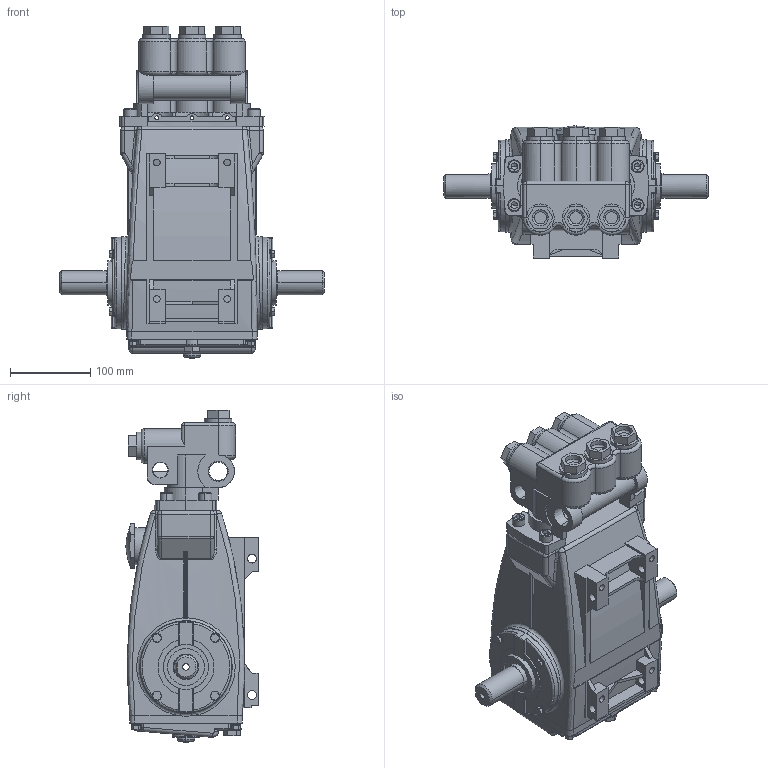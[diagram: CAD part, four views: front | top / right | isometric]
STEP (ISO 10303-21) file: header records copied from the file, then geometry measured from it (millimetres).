
FILE_DESCRIPTION (( 'STEP AP214' ), '1' );
FILE_NAME ('661D.STEP', '2011-10-04T12:56:21', ( 'Mary Jo Helmbrecht' ), ( 'DDC' ), 'SwSTEP 2.0', 'SolidWorks 2011', '' );
FILE_SCHEMA (( 'AUTOMOTIVE_DESIGN' ));
Length unit declared in the file: millimetre
Products named in the file (1): 661D
Bounding box: 329.95 x 164.93 x 413.44 mm (x, y, z)
Surface area: 365800.7 mm2 (no closed solid volume)
Topology: 0 solids, 12 shells, 848 faces, 2407 edges, 1487 vertices
Faces by surface type: plane 385, cylinder 300, torus 75, bspline 38, cone 27, sphere 23
Entity records: 40760 total; most frequent: CARTESIAN_POINT 9500, DIRECTION 4821, ORIENTED_EDGE 4300, EDGE_CURVE 2373, AXIS2_PLACEMENT_3D 1793, VERTEX_POINT 1485, LINE 1235, VECTOR 1235
